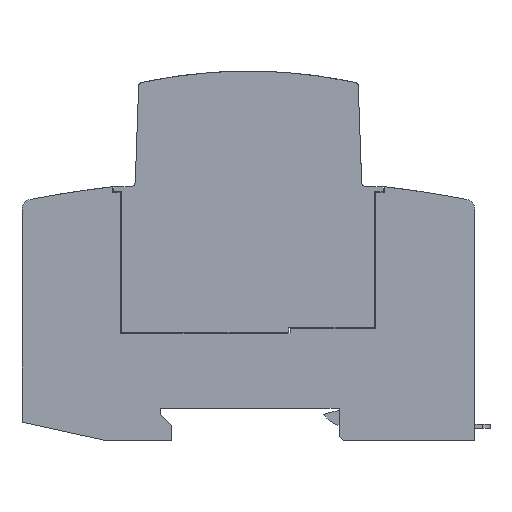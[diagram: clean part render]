
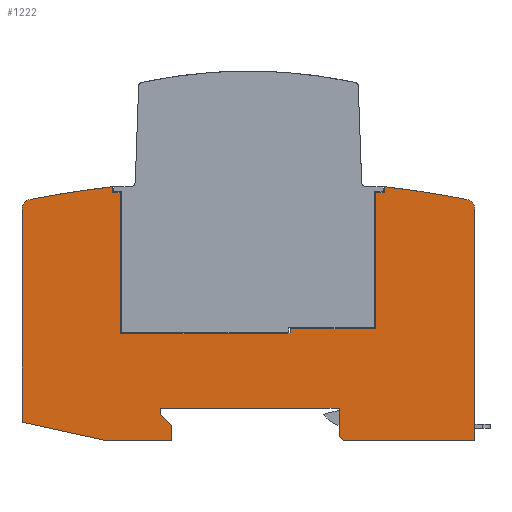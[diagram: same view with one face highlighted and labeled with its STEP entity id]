
A CAD part, left-side view. The second image highlights one B-rep face of the part: STEP entity #1222.
In plain terms, the highlighted planar face has unit normal (-1, 0, 0).
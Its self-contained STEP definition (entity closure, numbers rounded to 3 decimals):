
#1222=ADVANCED_FACE('',(#2487),#2488,.F.);
#2487=FACE_OUTER_BOUND('',#3762,.T.);
#2488=PLANE('',#3763);
#3762=EDGE_LOOP('',(#7496,#7497,#7498,#7499,#7500,#7501,#7502,#7503,#7504,#7505,#7506,#7507,#7508,#7509,#7510,#7511,#7512,#7513,#7514,#7515,#7516,#7517,#7518,#7519,#7520,#7521,#7522,#7523,#7524,#7525));
#3763=AXIS2_PLACEMENT_3D('',#7526,#7527,#7528);
#7496=ORIENTED_EDGE('',*,*,#9156,.T.);
#7497=ORIENTED_EDGE('',*,*,#9119,.T.);
#7498=ORIENTED_EDGE('',*,*,#9124,.T.);
#7499=ORIENTED_EDGE('',*,*,#9128,.T.);
#7500=ORIENTED_EDGE('',*,*,#9163,.T.);
#7501=ORIENTED_EDGE('',*,*,#9168,.T.);
#7502=ORIENTED_EDGE('',*,*,#9110,.T.);
#7503=ORIENTED_EDGE('',*,*,#9154,.T.);
#7504=ORIENTED_EDGE('',*,*,#9132,.T.);
#7505=ORIENTED_EDGE('',*,*,#9137,.T.);
#7506=ORIENTED_EDGE('',*,*,#9166,.F.);
#7507=ORIENTED_EDGE('',*,*,#9150,.T.);
#7508=ORIENTED_EDGE('',*,*,#9152,.T.);
#7509=ORIENTED_EDGE('',*,*,#8274,.F.);
#7510=ORIENTED_EDGE('',*,*,#9169,.F.);
#7511=ORIENTED_EDGE('',*,*,#8071,.F.);
#7512=ORIENTED_EDGE('',*,*,#9170,.T.);
#7513=ORIENTED_EDGE('',*,*,#9171,.T.);
#7514=ORIENTED_EDGE('',*,*,#9172,.T.);
#7515=ORIENTED_EDGE('',*,*,#9173,.T.);
#7516=ORIENTED_EDGE('',*,*,#9174,.T.);
#7517=ORIENTED_EDGE('',*,*,#9175,.T.);
#7518=ORIENTED_EDGE('',*,*,#7999,.T.);
#7519=ORIENTED_EDGE('',*,*,#9176,.F.);
#7520=ORIENTED_EDGE('',*,*,#9177,.T.);
#7521=ORIENTED_EDGE('',*,*,#9178,.F.);
#7522=ORIENTED_EDGE('',*,*,#9179,.F.);
#7523=ORIENTED_EDGE('',*,*,#9180,.F.);
#7524=ORIENTED_EDGE('',*,*,#9181,.F.);
#7525=ORIENTED_EDGE('',*,*,#9104,.T.);
#7526=CARTESIAN_POINT('',(-9.0,44.746,22.258));
#7527=DIRECTION('',(1.0,0.0,0.));
#7528=DIRECTION('',(0.,0.0,-1.0));
#7999=EDGE_CURVE('',#9711,#9709,#9712,.T.);
#8071=EDGE_CURVE('',#9817,#9819,#9820,.T.);
#8274=EDGE_CURVE('',#10107,#10109,#10110,.T.);
#9104=EDGE_CURVE('',#11329,#11327,#11330,.T.);
#9110=EDGE_CURVE('',#11339,#11337,#11340,.T.);
#9119=EDGE_CURVE('',#11351,#11352,#11353,.T.);
#9124=EDGE_CURVE('',#11352,#11360,#11361,.T.);
#9128=EDGE_CURVE('',#11360,#11366,#11367,.T.);
#9132=EDGE_CURVE('',#11372,#11373,#11374,.T.);
#9137=EDGE_CURVE('',#11373,#11381,#11382,.T.);
#9150=EDGE_CURVE('',#11396,#11398,#11400,.T.);
#9152=EDGE_CURVE('',#11398,#10109,#11402,.T.);
#9154=EDGE_CURVE('',#11337,#11372,#11404,.T.);
#9156=EDGE_CURVE('',#11327,#11351,#11406,.T.);
#9163=EDGE_CURVE('',#11366,#11413,#11415,.T.);
#9166=EDGE_CURVE('',#11396,#11381,#11418,.T.);
#9168=EDGE_CURVE('',#11413,#11339,#11420,.T.);
#9169=EDGE_CURVE('',#9819,#10107,#11421,.T.);
#9170=EDGE_CURVE('',#9817,#11422,#11423,.T.);
#9171=EDGE_CURVE('',#11422,#11424,#11425,.T.);
#9172=EDGE_CURVE('',#11424,#11426,#11427,.T.);
#9173=EDGE_CURVE('',#11426,#11428,#11429,.T.);
#9174=EDGE_CURVE('',#11428,#11430,#11431,.T.);
#9175=EDGE_CURVE('',#11430,#9711,#11432,.T.);
#9176=EDGE_CURVE('',#11433,#9709,#11434,.T.);
#9177=EDGE_CURVE('',#11433,#11435,#11436,.T.);
#9178=EDGE_CURVE('',#11437,#11435,#11438,.T.);
#9179=EDGE_CURVE('',#11439,#11437,#11440,.T.);
#9180=EDGE_CURVE('',#11441,#11439,#11442,.T.);
#9181=EDGE_CURVE('',#11329,#11441,#11443,.T.);
#9709=VERTEX_POINT('',#12613);
#9711=VERTEX_POINT('',#12616);
#9712=LINE('',#12617,#12618);
#9817=VERTEX_POINT('',#12761);
#9819=VERTEX_POINT('',#12764);
#9820=LINE('',#12765,#12766);
#10107=VERTEX_POINT('',#13257);
#10109=VERTEX_POINT('',#13260);
#10110=CIRCLE('',#13261,230.);
#11327=VERTEX_POINT('',#15235);
#11329=VERTEX_POINT('',#15238);
#11330=LINE('',#15239,#15240);
#11337=VERTEX_POINT('',#15250);
#11339=VERTEX_POINT('',#15253);
#11340=LINE('',#15254,#15255);
#11351=VERTEX_POINT('',#15271);
#11352=VERTEX_POINT('',#15272);
#11353=LINE('',#15273,#15274);
#11360=VERTEX_POINT('',#15284);
#11361=LINE('',#15285,#15286);
#11366=VERTEX_POINT('',#15293);
#11367=LINE('',#15294,#15295);
#11372=VERTEX_POINT('',#15302);
#11373=VERTEX_POINT('',#15303);
#11374=LINE('',#15304,#15305);
#11381=VERTEX_POINT('',#15315);
#11382=LINE('',#15316,#15317);
#11396=VERTEX_POINT('',#15338);
#11398=VERTEX_POINT('',#15341);
#11400=LINE('',#15344,#15345);
#11402=LINE('',#15347,#15348);
#11404=LINE('',#15350,#15351);
#11406=LINE('',#15353,#15354);
#11413=VERTEX_POINT('',#15364);
#11415=LINE('',#15367,#15368);
#11418=LINE('',#15372,#15373);
#11420=LINE('',#15375,#15376);
#11421=CIRCLE('',#15377,2.);
#11422=VERTEX_POINT('',#15378);
#11423=LINE('',#15379,#15380);
#11424=VERTEX_POINT('',#15381);
#11425=LINE('',#15382,#15383);
#11426=VERTEX_POINT('',#15384);
#11427=LINE('',#15385,#15386);
#11428=VERTEX_POINT('',#15387);
#11429=LINE('',#15388,#15389);
#11430=VERTEX_POINT('',#15390);
#11431=LINE('',#15391,#15392);
#11432=LINE('',#15393,#15394);
#11433=VERTEX_POINT('',#15395);
#11434=LINE('',#15396,#15397);
#11435=VERTEX_POINT('',#15398);
#11436=LINE('',#15399,#15400);
#11437=VERTEX_POINT('',#15401);
#11438=LINE('',#15402,#15403);
#11439=VERTEX_POINT('',#15404);
#11440=CIRCLE('',#15405,2.);
#11441=VERTEX_POINT('',#15406);
#11442=CIRCLE('',#15407,230.);
#11443=LINE('',#15408,#15409);
#12613=CARTESIAN_POINT('',(-9.0,27.0,0.8));
#12616=CARTESIAN_POINT('',(-9.0,27.0,6.5));
#12617=CARTESIAN_POINT('',(-9.0,27.0,6.5));
#12618=VECTOR('',#15785,1.0);
#12761=CARTESIAN_POINT('',(-9.0,90.0,3.719));
#12764=CARTESIAN_POINT('',(-9.0,90.0,46.028));
#12765=CARTESIAN_POINT('',(-9.0,90.0,3.719));
#12766=VECTOR('',#15861,1.0);
#13257=CARTESIAN_POINT('',(-9.0,88.377,47.993));
#13260=CARTESIAN_POINT('',(-9.0,72.009,50.529));
#13261=AXIS2_PLACEMENT_3D('',#16072,#16073,#16074);
#15235=CARTESIAN_POINT('',(-9.0,18.012,49.53));
#15238=CARTESIAN_POINT('',(-9.0,18.0,49.53));
#15239=CARTESIAN_POINT('',(-9.0,18.0,49.53));
#15240=VECTOR('',#16948,1.0);
#15250=CARTESIAN_POINT('',(-9.0,37.017,21.5));
#15253=CARTESIAN_POINT('',(-9.0,36.7,21.5));
#15254=CARTESIAN_POINT('',(-9.0,36.7,21.5));
#15255=VECTOR('',#16953,1.0);
#15271=CARTESIAN_POINT('',(-9.0,18.012,49.33));
#15272=CARTESIAN_POINT('',(-9.0,19.8,49.33));
#15273=CARTESIAN_POINT('',(-9.0,31.826,49.33));
#15274=VECTOR('',#16959,1.0);
#15284=CARTESIAN_POINT('',(-9.0,19.8,22.3));
#15285=CARTESIAN_POINT('',(-9.0,19.8,29.037));
#15286=VECTOR('',#16963,1.0);
#15293=CARTESIAN_POINT('',(-9.0,36.6,22.3));
#15294=CARTESIAN_POINT('',(-9.0,36.523,22.3));
#15295=VECTOR('',#16966,1.0);
#15302=CARTESIAN_POINT('',(-9.0,37.217,21.3));
#15303=CARTESIAN_POINT('',(-9.0,70.4,21.3));
#15304=CARTESIAN_POINT('',(-9.0,49.277,21.3));
#15305=VECTOR('',#16969,1.0);
#15315=CARTESIAN_POINT('',(-9.0,70.4,49.23));
#15316=CARTESIAN_POINT('',(-9.0,70.4,28.787));
#15317=VECTOR('',#16973,1.0);
#15338=CARTESIAN_POINT('',(-9.0,70.5,49.33));
#15341=CARTESIAN_POINT('',(-9.0,72.009,49.33));
#15344=CARTESIAN_POINT('',(-9.0,57.975,49.33));
#15345=VECTOR('',#16983,1.0);
#15347=CARTESIAN_POINT('',(-9.0,72.009,36.97));
#15348=VECTOR('',#16984,1.0);
#15350=CARTESIAN_POINT('',(-9.0,38.756,19.762));
#15351=VECTOR('',#16985,1.0);
#15353=CARTESIAN_POINT('',(-9.0,18.012,36.846));
#15354=VECTOR('',#16986,1.0);
#15364=CARTESIAN_POINT('',(-9.0,36.7,22.2));
#15367=CARTESIAN_POINT('',(-9.0,36.4,22.5));
#15368=VECTOR('',#16991,1.0);
#15372=CARTESIAN_POINT('',(-9.0,70.7,49.53));
#15373=VECTOR('',#16993,1.0);
#15375=CARTESIAN_POINT('',(-9.0,36.7,22.2));
#15376=VECTOR('',#16994,1.0);
#15377=AXIS2_PLACEMENT_3D('',#16995,#16996,#16997);
#15378=CARTESIAN_POINT('',(-9.0,73.0,0.));
#15379=CARTESIAN_POINT('',(-9.0,90.0,3.719));
#15380=VECTOR('',#16998,1.0);
#15381=CARTESIAN_POINT('',(-9.0,60.2,0.));
#15382=CARTESIAN_POINT('',(-9.0,73.0,0.));
#15383=VECTOR('',#16999,1.0);
#15384=CARTESIAN_POINT('',(-9.0,60.2,3.));
#15385=CARTESIAN_POINT('',(-9.0,60.2,0.));
#15386=VECTOR('',#17000,1.0);
#15387=CARTESIAN_POINT('',(-9.0,62.5,5.3));
#15388=CARTESIAN_POINT('',(-9.0,60.2,3.));
#15389=VECTOR('',#17001,1.0);
#15390=CARTESIAN_POINT('',(-9.0,62.5,6.5));
#15391=CARTESIAN_POINT('',(-9.0,62.5,5.3));
#15392=VECTOR('',#17002,1.0);
#15393=CARTESIAN_POINT('',(-9.0,62.5,6.5));
#15394=VECTOR('',#17003,1.0);
#15395=CARTESIAN_POINT('',(-9.0,26.2,0.));
#15396=CARTESIAN_POINT('',(-9.0,26.2,0.));
#15397=VECTOR('',#17004,1.0);
#15398=CARTESIAN_POINT('',(-9.0,0.0,0.));
#15399=CARTESIAN_POINT('',(-9.0,26.2,0.));
#15400=VECTOR('',#17005,1.0);
#15401=CARTESIAN_POINT('',(-9.0,0.,46.028));
#15402=CARTESIAN_POINT('',(-9.0,0.0,46.028));
#15403=VECTOR('',#17006,1.0);
#15404=CARTESIAN_POINT('',(-9.0,1.623,47.993));
#15405=AXIS2_PLACEMENT_3D('',#17007,#17008,#17009);
#15406=CARTESIAN_POINT('',(-9.0,18.0,50.53));
#15407=AXIS2_PLACEMENT_3D('',#17010,#17011,#17012);
#15408=CARTESIAN_POINT('',(-9.0,18.0,49.53));
#15409=VECTOR('',#17013,1.0);
#15785=DIRECTION('',(0.,0.0,-1.0));
#15861=DIRECTION('',(0.,0.0,1.0));
#16072=CARTESIAN_POINT('',(-9.,45.,-177.88));
#16073=DIRECTION('',(1.0,0.0,0.));
#16074=DIRECTION('',(0.,0.0,-1.0));
#16948=DIRECTION('',(0.0,1.0,0.0));
#16953=DIRECTION('',(0.0,1.0,0.0));
#16959=DIRECTION('',(0.0,1.0,0.0));
#16963=DIRECTION('',(0.,0.0,-1.0));
#16966=DIRECTION('',(0.0,1.0,0.0));
#16969=DIRECTION('',(0.0,1.0,0.0));
#16973=DIRECTION('',(0.,0.0,1.0));
#16983=DIRECTION('',(0.0,1.0,0.0));
#16984=DIRECTION('',(0.,0.0,1.0));
#16985=DIRECTION('',(0.,0.707,-0.707));
#16986=DIRECTION('',(0.,0.0,-1.0));
#16991=DIRECTION('',(0.,0.707,-0.707));
#16993=DIRECTION('',(0.,-0.707,-0.707));
#16994=DIRECTION('',(0.,0.0,-1.0));
#16995=CARTESIAN_POINT('',(-9.0,88.,46.028));
#16996=DIRECTION('',(1.0,0.0,0.));
#16997=DIRECTION('',(0.,0.0,-1.0));
#16998=DIRECTION('',(0.,-0.977,-0.214));
#16999=DIRECTION('',(0.0,-1.0,0.0));
#17000=DIRECTION('',(0.,0.0,1.0));
#17001=DIRECTION('',(0.,0.707,0.707));
#17002=DIRECTION('',(0.,0.0,1.0));
#17003=DIRECTION('',(0.0,-1.0,0.0));
#17004=DIRECTION('',(0.,0.707,0.707));
#17005=DIRECTION('',(0.0,-1.0,0.0));
#17006=DIRECTION('',(0.,0.0,-1.0));
#17007=CARTESIAN_POINT('',(-9.0,2.,46.028));
#17008=DIRECTION('',(1.0,0.0,0.));
#17009=DIRECTION('',(0.,0.0,-1.0));
#17010=CARTESIAN_POINT('',(-9.,45.,-177.88));
#17011=DIRECTION('',(1.0,0.0,0.));
#17012=DIRECTION('',(0.,0.0,-1.0));
#17013=DIRECTION('',(0.,0.0,1.0));
